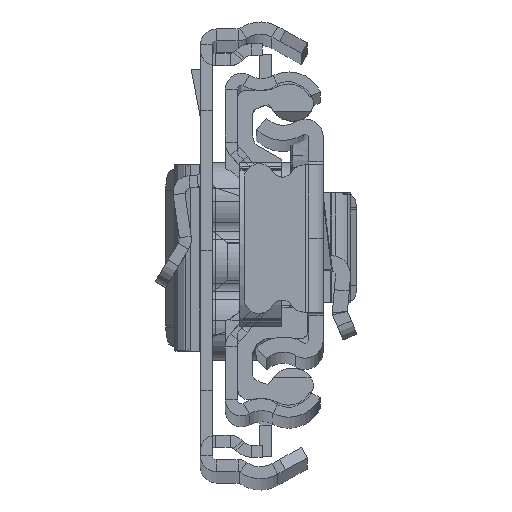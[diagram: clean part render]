
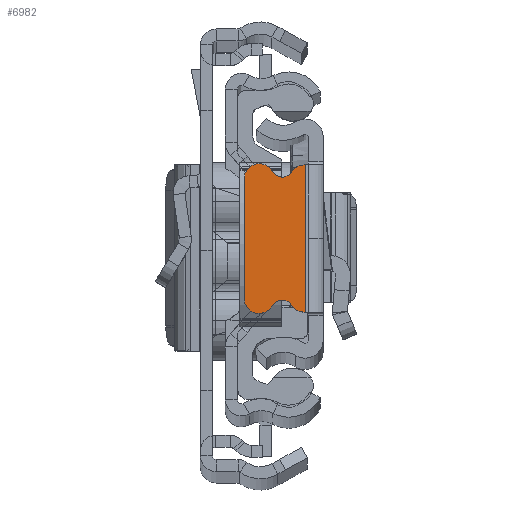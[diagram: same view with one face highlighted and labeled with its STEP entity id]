
A CAD part, top view. The second image highlights one B-rep face of the part: STEP entity #6982.
In plain terms, the highlighted planar face has unit normal (0, 0, 1).
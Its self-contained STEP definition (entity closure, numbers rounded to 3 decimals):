
#320 = CARTESIAN_POINT ( 'NONE',  ( -1.929, 7.37, 0. ) ) ;
#324 = VECTOR ( 'NONE', #20069, 1000. ) ;
#753 = DIRECTION ( 'NONE',  ( 0., 0., -1. ) ) ;
#884 = CIRCLE ( 'NONE', #21412, 1.1 ) ;
#1338 = CARTESIAN_POINT ( 'NONE',  ( -7.929, -6., 0. ) ) ;
#1416 = CARTESIAN_POINT ( 'NONE',  ( -1.929, 7.37, 0. ) ) ;
#2586 = DIRECTION ( 'NONE',  ( 1., 0., 0. ) ) ;
#2846 = LINE ( 'NONE', #6865, #24326 ) ;
#2878 = CARTESIAN_POINT ( 'NONE',  ( -1.929, -5.87, 0. ) ) ;
#3049 = ORIENTED_EDGE ( 'NONE', *, *, #16518, .T. ) ;
#3153 = CARTESIAN_POINT ( 'NONE',  ( -4.142, -7.236, 0. ) ) ;
#3600 = LINE ( 'NONE', #5633, #324 ) ;
#3806 = CARTESIAN_POINT ( 'NONE',  ( -1.75, -7.37, 0. ) ) ;
#4191 = CARTESIAN_POINT ( 'NONE',  ( -1.929, -7.37, 0. ) ) ;
#4837 = DIRECTION ( 'NONE',  ( 1., 0., 0. ) ) ;
#4887 = VECTOR ( 'NONE', #4837, 1000. ) ;
#5257 = VERTEX_POINT ( 'NONE', #3806 ) ;
#5300 = DIRECTION ( 'NONE',  ( 0., 0., -1. ) ) ;
#5424 = CARTESIAN_POINT ( 'NONE',  ( -4.142, 7.236, 0. ) ) ;
#5633 = CARTESIAN_POINT ( 'NONE',  ( -1.75, 0., 0. ) ) ;
#5770 = PLANE ( 'NONE',  #21332 ) ;
#6328 = CIRCLE ( 'NONE', #17878, 1.5 ) ;
#6345 = VERTEX_POINT ( 'NONE', #22071 ) ;
#6415 = ORIENTED_EDGE ( 'NONE', *, *, #18707, .F. ) ;
#6865 = CARTESIAN_POINT ( 'NONE',  ( -7.929, -6., 0. ) ) ;
#6910 = EDGE_CURVE ( 'NONE', #22674, #24095, #6328, .T. ) ;
#6982 = ADVANCED_FACE ( 'NONE', ( #16310 ), #5770, .T. ) ;
#7086 = ORIENTED_EDGE ( 'NONE', *, *, #10433, .F. ) ;
#7112 = VERTEX_POINT ( 'NONE', #22776 ) ;
#8094 = VERTEX_POINT ( 'NONE', #1416 ) ;
#8169 = DIRECTION ( 'NONE',  ( 0., 0., 1. ) ) ;
#8192 = EDGE_CURVE ( 'NONE', #22110, #6345, #9798, .T. ) ;
#8271 = EDGE_CURVE ( 'NONE', #8918, #22110, #2846, .T. ) ;
#8638 = CARTESIAN_POINT ( 'NONE',  ( -7.929, 6., 0. ) ) ;
#8918 = VERTEX_POINT ( 'NONE', #8638 ) ;
#9237 = CIRCLE ( 'NONE', #12622, 1.5 ) ;
#9265 = CARTESIAN_POINT ( 'NONE',  ( -1.929, 5.87, 0. ) ) ;
#9399 = DIRECTION ( 'NONE',  ( 1., 0., 0. ) ) ;
#9406 = DIRECTION ( 'NONE',  ( 0., -1., 0. ) ) ;
#9596 = CARTESIAN_POINT ( 'NONE',  ( -1.75, 7.37, 0. ) ) ;
#9693 = ORIENTED_EDGE ( 'NONE', *, *, #8192, .T. ) ;
#9798 = CIRCLE ( 'NONE', #13208, 1.5 ) ;
#9983 = EDGE_LOOP ( 'NONE', ( #7086, #6415, #3049, #21763, #20797, #24665, #9693, #24317, #16301, #13346 ) ) ;
#10341 = DIRECTION ( 'NONE',  ( -1., 0., 0. ) ) ;
#10433 = EDGE_CURVE ( 'NONE', #23170, #5257, #3600, .T. ) ;
#10457 = CIRCLE ( 'NONE', #24143, 1.1 ) ;
#10874 = LINE ( 'NONE', #4191, #13592 ) ;
#12622 = AXIS2_PLACEMENT_3D ( 'NONE', #15930, #17958, #14185 ) ;
#13026 = DIRECTION ( 'NONE',  ( 0., 0., 1. ) ) ;
#13208 = AXIS2_PLACEMENT_3D ( 'NONE', #14610, #24911, #2586 ) ;
#13346 = ORIENTED_EDGE ( 'NONE', *, *, #16393, .F. ) ;
#13592 = VECTOR ( 'NONE', #10341, 1000. ) ;
#13912 = CARTESIAN_POINT ( 'NONE',  ( 644.071, 0., 0. ) ) ;
#14185 = DIRECTION ( 'NONE',  ( -1., 0., 0. ) ) ;
#14610 = CARTESIAN_POINT ( 'NONE',  ( -6.429, -6., 0. ) ) ;
#15137 = EDGE_CURVE ( 'NONE', #16703, #7112, #884, .T. ) ;
#15930 = CARTESIAN_POINT ( 'NONE',  ( -6.429, 6., 0. ) ) ;
#16301 = ORIENTED_EDGE ( 'NONE', *, *, #6910, .T. ) ;
#16310 = FACE_OUTER_BOUND ( 'NONE', #9983, .T. ) ;
#16393 = EDGE_CURVE ( 'NONE', #5257, #24095, #10874, .T. ) ;
#16518 = EDGE_CURVE ( 'NONE', #8094, #16703, #18196, .T. ) ;
#16703 = VERTEX_POINT ( 'NONE', #21878 ) ;
#16719 = EDGE_CURVE ( 'NONE', #7112, #8918, #9237, .T. ) ;
#17292 = DIRECTION ( 'NONE',  ( -1., 0., 0. ) ) ;
#17716 = LINE ( 'NONE', #320, #4887 ) ;
#17878 = AXIS2_PLACEMENT_3D ( 'NONE', #2878, #13026, #9399 ) ;
#17958 = DIRECTION ( 'NONE',  ( 0., 0., 1. ) ) ;
#18196 = CIRCLE ( 'NONE', #25498, 1.5 ) ;
#18445 = EDGE_CURVE ( 'NONE', #6345, #22674, #10457, .T. ) ;
#18707 = EDGE_CURVE ( 'NONE', #8094, #23170, #17716, .T. ) ;
#20069 = DIRECTION ( 'NONE',  ( 0., -1., 0. ) ) ;
#20341 = DIRECTION ( 'NONE',  ( 1., 0., 0. ) ) ;
#20797 = ORIENTED_EDGE ( 'NONE', *, *, #16719, .T. ) ;
#21332 = AXIS2_PLACEMENT_3D ( 'NONE', #13912, #8169, #20341 ) ;
#21382 = DIRECTION ( 'NONE',  ( 1., 0., 0. ) ) ;
#21412 = AXIS2_PLACEMENT_3D ( 'NONE', #5424, #753, #21382 ) ;
#21763 = ORIENTED_EDGE ( 'NONE', *, *, #15137, .T. ) ;
#21878 = CARTESIAN_POINT ( 'NONE',  ( -3.206, 6.658, 0. ) ) ;
#22071 = CARTESIAN_POINT ( 'NONE',  ( -5.109, -6.713, 0. ) ) ;
#22110 = VERTEX_POINT ( 'NONE', #1338 ) ;
#22674 = VERTEX_POINT ( 'NONE', #26156 ) ;
#22776 = CARTESIAN_POINT ( 'NONE',  ( -5.109, 6.713, 0. ) ) ;
#23170 = VERTEX_POINT ( 'NONE', #9596 ) ;
#23487 = DIRECTION ( 'NONE',  ( 0., 0., 1. ) ) ;
#24095 = VERTEX_POINT ( 'NONE', #24125 ) ;
#24125 = CARTESIAN_POINT ( 'NONE',  ( -1.929, -7.37, 0. ) ) ;
#24143 = AXIS2_PLACEMENT_3D ( 'NONE', #3153, #5300, #25766 ) ;
#24317 = ORIENTED_EDGE ( 'NONE', *, *, #18445, .T. ) ;
#24326 = VECTOR ( 'NONE', #9406, 1000. ) ;
#24665 = ORIENTED_EDGE ( 'NONE', *, *, #8271, .T. ) ;
#24911 = DIRECTION ( 'NONE',  ( 0., 0., 1. ) ) ;
#25498 = AXIS2_PLACEMENT_3D ( 'NONE', #9265, #23487, #17292 ) ;
#25766 = DIRECTION ( 'NONE',  ( -1., 0., 0. ) ) ;
#26156 = CARTESIAN_POINT ( 'NONE',  ( -3.206, -6.658, 0. ) ) ;
